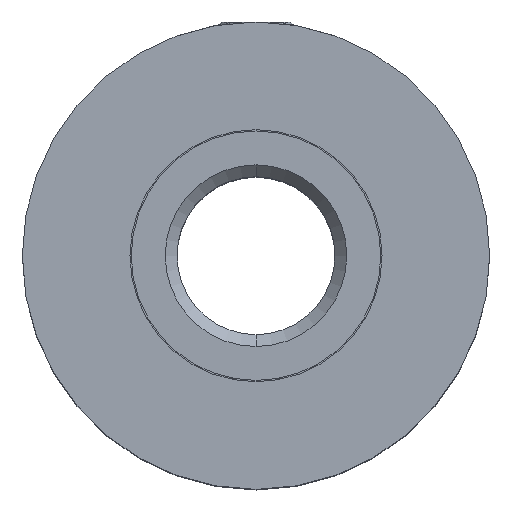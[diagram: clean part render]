
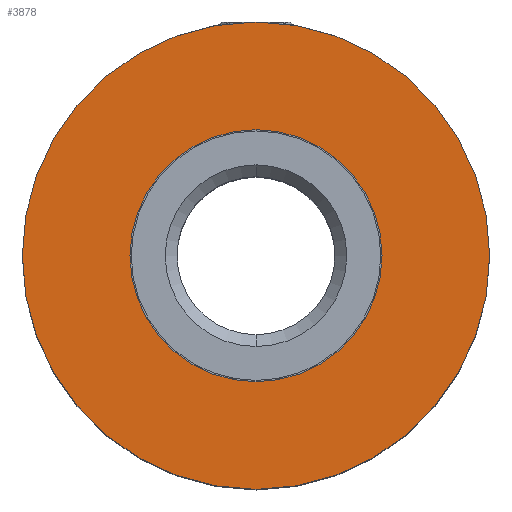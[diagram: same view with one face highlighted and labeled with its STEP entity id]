
A CAD part, top view. The second image highlights one B-rep face of the part: STEP entity #3878.
In plain terms, the highlighted planar face has unit normal (0, 0, 1).
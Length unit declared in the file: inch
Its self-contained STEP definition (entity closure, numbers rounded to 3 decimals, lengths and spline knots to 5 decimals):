
#1=CARTESIAN_POINT('',(0.,0.,0.234));
#2=DIRECTION('',(0.,0.,1.));
#3=DIRECTION('',(0.,1.,0.));
#4=AXIS2_PLACEMENT_3D('',#1,#2,#3);
#6=CARTESIAN_POINT('',(0.,0.,0.234));
#7=DIRECTION('',(0.,0.,-1.));
#8=DIRECTION('',(0.,1.,0.));
#9=AXIS2_PLACEMENT_3D('',#6,#7,#8);
#21=CARTESIAN_POINT('',(0.,0.,0.234));
#22=DIRECTION('',(0.,0.,1.));
#23=DIRECTION('',(1.,0.,0.));
#24=AXIS2_PLACEMENT_3D('',#21,#22,#23);
#26=CARTESIAN_POINT('',(0.,0.,0.234));
#27=DIRECTION('',(0.,0.,1.));
#28=DIRECTION('',(-1.,0.,0.));
#29=AXIS2_PLACEMENT_3D('',#26,#27,#28);
#3025=CARTESIAN_POINT('',(0.,0.37,0.234));
#3026=CARTESIAN_POINT('',(0.,-0.37,0.234));
#3027=VERTEX_POINT('',#3025);
#3028=VERTEX_POINT('',#3026);
#3761=CARTESIAN_POINT('',(0.1995,0.,0.234));
#3762=CARTESIAN_POINT('',(-0.1995,0.,0.234));
#3763=VERTEX_POINT('',#3761);
#3764=VERTEX_POINT('',#3762);
#3861=CARTESIAN_POINT('',(0.,0.,0.234));
#3862=DIRECTION('',(0.,0.,-1.));
#3863=DIRECTION('',(0.,-1.,0.));
#3864=AXIS2_PLACEMENT_3D('',#3861,#3862,#3863);
#3865=PLANE('',#3864);
#3867=ORIENTED_EDGE('',*,*,#3866,.F.);
#3869=ORIENTED_EDGE('',*,*,#3868,.T.);
#3870=EDGE_LOOP('',(#3867,#3869));
#3871=FACE_OUTER_BOUND('',#3870,.F.);
#3873=ORIENTED_EDGE('',*,*,#3872,.T.);
#3875=ORIENTED_EDGE('',*,*,#3874,.T.);
#3876=EDGE_LOOP('',(#3873,#3875));
#3877=FACE_BOUND('',#3876,.F.);
#3878=ADVANCED_FACE('',(#3871,#3877),#3865,.F.);
#5=CIRCLE('',#4,0.37);
#10=CIRCLE('',#9,0.37);
#25=CIRCLE('',#24,0.1995);
#30=CIRCLE('',#29,0.1995);
#3866=EDGE_CURVE('',#3027,#3028,#5,.T.);
#3868=EDGE_CURVE('',#3027,#3028,#10,.T.);
#3872=EDGE_CURVE('',#3763,#3764,#25,.T.);
#3874=EDGE_CURVE('',#3764,#3763,#30,.T.);
